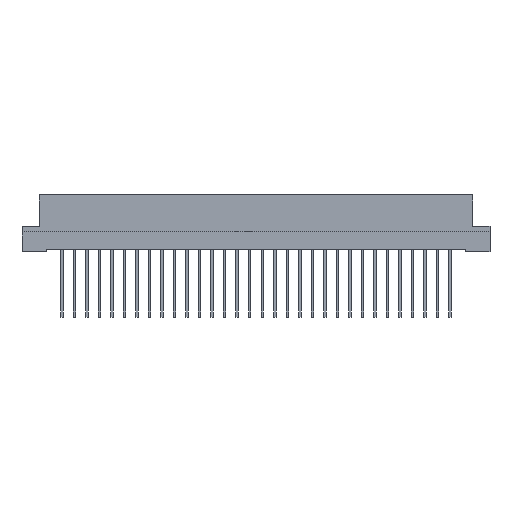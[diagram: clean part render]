
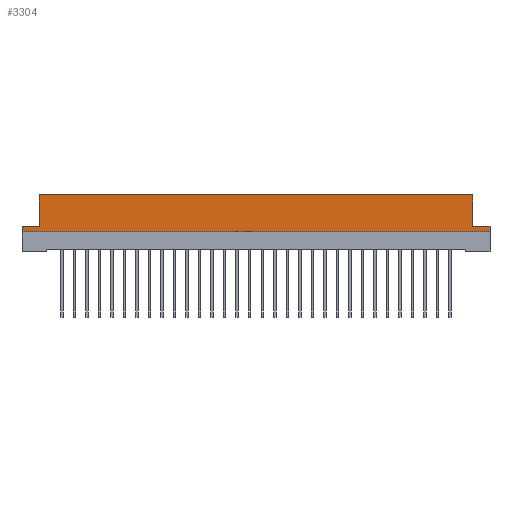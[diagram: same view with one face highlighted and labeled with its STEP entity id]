
A CAD part, front view. The second image highlights one B-rep face of the part: STEP entity #3304.
In plain terms, the highlighted planar face has unit normal (0, -1, 0).
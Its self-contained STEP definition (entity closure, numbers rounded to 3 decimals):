
#55 = VECTOR ( 'NONE', #13491, 1000. ) ;
#225 = CARTESIAN_POINT ( 'NONE',  ( 0., 0., 11.5 ) ) ;
#503 = ORIENTED_EDGE ( 'NONE', *, *, #924, .F. ) ;
#924 = EDGE_CURVE ( 'NONE', #16463, #22424, #15759, .T. ) ;
#1841 = AXIS2_PLACEMENT_3D ( 'NONE', #225, #23515, #6431 ) ;
#2681 = VECTOR ( 'NONE', #7414, 1000. ) ;
#3304 = ADVANCED_FACE ( 'NONE', ( #10325 ), #6171, .F. ) ;
#4062 = LINE ( 'NONE', #20589, #4359 ) ;
#4336 = EDGE_CURVE ( 'NONE', #18251, #18670, #9336, .T. ) ;
#4359 = VECTOR ( 'NONE', #18627, 1000. ) ;
#4721 = ORIENTED_EDGE ( 'NONE', *, *, #19038, .F. ) ;
#5302 = EDGE_CURVE ( 'NONE', #8589, #17476, #25500, .T. ) ;
#5937 = CARTESIAN_POINT ( 'NONE',  ( 3.5, 0., 5.1 ) ) ;
#6171 = PLANE ( 'NONE',  #1841 ) ;
#6270 = VECTOR ( 'NONE', #6361, 1000. ) ;
#6361 = DIRECTION ( 'NONE',  ( 0., 0., -1. ) ) ;
#6431 = DIRECTION ( 'NONE',  ( 0., 0., 1. ) ) ;
#6566 = ORIENTED_EDGE ( 'NONE', *, *, #23129, .T. ) ;
#6866 = CARTESIAN_POINT ( 'NONE',  ( 0., 0., 5.1 ) ) ;
#7255 = VECTOR ( 'NONE', #22355, 1000. ) ;
#7414 = DIRECTION ( 'NONE',  ( 1., 0., 0. ) ) ;
#7940 = ORIENTED_EDGE ( 'NONE', *, *, #5302, .T. ) ;
#7955 = EDGE_CURVE ( 'NONE', #18670, #17476, #20399, .T. ) ;
#8464 = CARTESIAN_POINT ( 'NONE',  ( 95., 0., 5.1 ) ) ;
#8589 = VERTEX_POINT ( 'NONE', #6866 ) ;
#8839 = CARTESIAN_POINT ( 'NONE',  ( 95., 0., 4. ) ) ;
#9336 = LINE ( 'NONE', #24204, #55 ) ;
#9366 = DIRECTION ( 'NONE',  ( 0., 0., 1. ) ) ;
#9689 = CARTESIAN_POINT ( 'NONE',  ( 95., 0., 4. ) ) ;
#10088 = DIRECTION ( 'NONE',  ( 1., 0., 0. ) ) ;
#10219 = CARTESIAN_POINT ( 'NONE',  ( 91.5, 0., 5.1 ) ) ;
#10325 = FACE_OUTER_BOUND ( 'NONE', #12105, .T. ) ;
#12105 = EDGE_LOOP ( 'NONE', ( #7940, #27077, #13193, #26791, #6566, #503, #4721, #15848 ) ) ;
#12343 = VECTOR ( 'NONE', #10088, 1000. ) ;
#13193 = ORIENTED_EDGE ( 'NONE', *, *, #4336, .F. ) ;
#13491 = DIRECTION ( 'NONE',  ( 0., 0., -1. ) ) ;
#13825 = LINE ( 'NONE', #5937, #12343 ) ;
#15759 = LINE ( 'NONE', #17864, #19315 ) ;
#15848 = ORIENTED_EDGE ( 'NONE', *, *, #19578, .F. ) ;
#16463 = VERTEX_POINT ( 'NONE', #27074 ) ;
#17476 = VERTEX_POINT ( 'NONE', #18145 ) ;
#17844 = LINE ( 'NONE', #26580, #26863 ) ;
#17864 = CARTESIAN_POINT ( 'NONE',  ( 0., 0., 11.5 ) ) ;
#17981 = CARTESIAN_POINT ( 'NONE',  ( 91.5, 0., 5.1 ) ) ;
#18145 = CARTESIAN_POINT ( 'NONE',  ( 0., 0., 4. ) ) ;
#18251 = VERTEX_POINT ( 'NONE', #8464 ) ;
#18627 = DIRECTION ( 'NONE',  ( 0., 0., 1. ) ) ;
#18637 = CARTESIAN_POINT ( 'NONE',  ( 91.5, 0., 11.5 ) ) ;
#18670 = VERTEX_POINT ( 'NONE', #8839 ) ;
#19038 = EDGE_CURVE ( 'NONE', #20292, #16463, #4062, .T. ) ;
#19269 = CARTESIAN_POINT ( 'NONE',  ( 0., 0., 11.5 ) ) ;
#19315 = VECTOR ( 'NONE', #26875, 1000. ) ;
#19503 = VERTEX_POINT ( 'NONE', #10219 ) ;
#19578 = EDGE_CURVE ( 'NONE', #8589, #20292, #13825, .T. ) ;
#19952 = EDGE_CURVE ( 'NONE', #19503, #18251, #26714, .T. ) ;
#20292 = VERTEX_POINT ( 'NONE', #20703 ) ;
#20399 = LINE ( 'NONE', #9689, #7255 ) ;
#20589 = CARTESIAN_POINT ( 'NONE',  ( 3.5, 0., 5.1 ) ) ;
#20703 = CARTESIAN_POINT ( 'NONE',  ( 3.5, 0., 5.1 ) ) ;
#22355 = DIRECTION ( 'NONE',  ( -1., 0., 0. ) ) ;
#22424 = VERTEX_POINT ( 'NONE', #18637 ) ;
#23129 = EDGE_CURVE ( 'NONE', #19503, #22424, #17844, .T. ) ;
#23515 = DIRECTION ( 'NONE',  ( 0., 1., 0. ) ) ;
#24204 = CARTESIAN_POINT ( 'NONE',  ( 95., 0., 11.5 ) ) ;
#25500 = LINE ( 'NONE', #19269, #6270 ) ;
#26580 = CARTESIAN_POINT ( 'NONE',  ( 91.5, 0., 5.1 ) ) ;
#26714 = LINE ( 'NONE', #17981, #2681 ) ;
#26791 = ORIENTED_EDGE ( 'NONE', *, *, #19952, .F. ) ;
#26863 = VECTOR ( 'NONE', #9366, 1000. ) ;
#26875 = DIRECTION ( 'NONE',  ( 1., 0., 0. ) ) ;
#27074 = CARTESIAN_POINT ( 'NONE',  ( 3.5, 0., 11.5 ) ) ;
#27077 = ORIENTED_EDGE ( 'NONE', *, *, #7955, .F. ) ;
